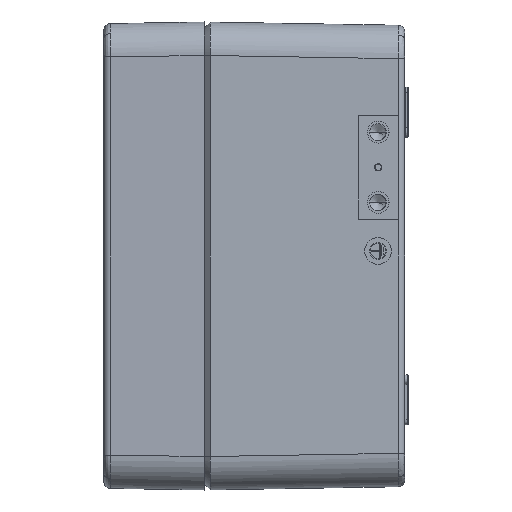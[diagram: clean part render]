
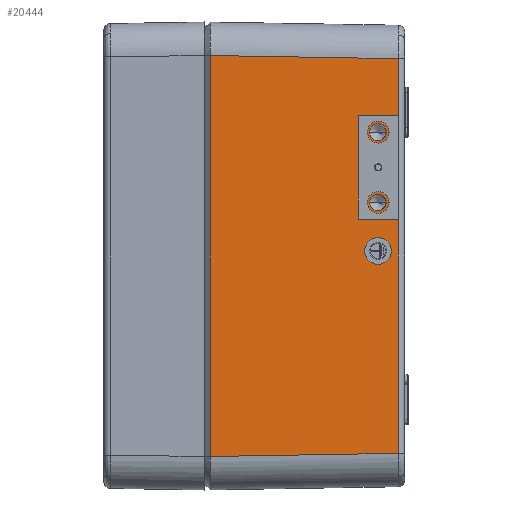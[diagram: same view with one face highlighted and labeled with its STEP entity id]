
A CAD part, left-side view. The second image highlights one B-rep face of the part: STEP entity #20444.
In plain terms, the highlighted planar face has unit normal (-1, -0.017, 0).
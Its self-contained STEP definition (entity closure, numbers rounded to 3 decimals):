
#2565 = EDGE_LOOP ( 'NONE', ( #17647, #17649 ) ) ;
#2566 = EDGE_LOOP ( 'NONE', ( #17646, #17651 ) ) ;
#2567 = EDGE_LOOP ( 'NONE', ( #17648, #17652 ) ) ;
#2568 = EDGE_LOOP ( 'NONE', ( #17650, #17654, #17653, #17655 ) ) ;
#5145 = VERTEX_POINT ( 'NONE', #10451 ) ;
#5146 = VERTEX_POINT ( 'NONE', #10452 ) ;
#5150 = VERTEX_POINT ( 'NONE', #10456 ) ;
#5151 = VERTEX_POINT ( 'NONE', #10457 ) ;
#5155 = VERTEX_POINT ( 'NONE', #10461 ) ;
#5156 = VERTEX_POINT ( 'NONE', #10462 ) ;
#5601 = CARTESIAN_POINT ( 'NONE',  ( -99.964, -2.165, 59.965 ) ) ;
#5603 = DIRECTION ( 'NONE',  ( -0.017, 1., 0.017 ) ) ;
#5634 = CARTESIAN_POINT ( 'NONE',  ( -99.133, -52.034, 16.033 ) ) ;
#5636 = DIRECTION ( 'NONE',  ( -1., -0.017, 0. ) ) ;
#5638 = DIRECTION ( 'NONE',  ( 0.017, -1., 0. ) ) ;
#5641 = CARTESIAN_POINT ( 'NONE',  ( -99.133, -52.034, 37.033 ) ) ;
#5643 = DIRECTION ( 'NONE',  ( -1., -0.017, 0. ) ) ;
#5645 = DIRECTION ( 'NONE',  ( 0.017, -1., 0. ) ) ;
#5648 = CARTESIAN_POINT ( 'NONE',  ( -99.133, -52.034, 26.533 ) ) ;
#5650 = DIRECTION ( 'NONE',  ( -1., -0.017, 0. ) ) ;
#5652 = DIRECTION ( 'NONE',  ( 0.017, -1., 0. ) ) ;
#5655 = CARTESIAN_POINT ( 'NONE',  ( -99.033, -58.033, 59.001 ) ) ;
#5657 = DIRECTION ( 'NONE',  ( 0., 0., 1. ) ) ;
#5658 = CARTESIAN_POINT ( 'NONE',  ( -100.003, 0.167, -60.004 ) ) ;
#5659 = DIRECTION ( 'NONE',  ( 0.017, -1., 0.017 ) ) ;
#5661 = CARTESIAN_POINT ( 'NONE',  ( -99.97, -1.8, -70. ) ) ;
#5663 = DIRECTION ( 'NONE',  ( 0., 0., -1. ) ) ;
#6512 = PLANE ( 'NONE',  #30487 ) ;
#6513 = CARTESIAN_POINT ( 'NONE',  ( -100., 0., -70. ) ) ;
#6514 = DIRECTION ( 'NONE',  ( -1., -0.017, 0. ) ) ;
#6515 = DIRECTION ( 'NONE',  ( 0.017, -1., 0. ) ) ;
#7910 = CARTESIAN_POINT ( 'NONE',  ( -99.033, -58.033, 59.034 ) ) ;
#10451 = CARTESIAN_POINT ( 'NONE',  ( -99.174, -49.534, 16.033 ) ) ;
#10452 = CARTESIAN_POINT ( 'NONE',  ( -99.091, -54.534, 16.033 ) ) ;
#10456 = CARTESIAN_POINT ( 'NONE',  ( -99.174, -49.534, 37.033 ) ) ;
#10457 = CARTESIAN_POINT ( 'NONE',  ( -99.091, -54.534, 37.033 ) ) ;
#10461 = CARTESIAN_POINT ( 'NONE',  ( -99.148, -51.134, 26.533 ) ) ;
#10462 = CARTESIAN_POINT ( 'NONE',  ( -99.118, -52.934, 26.533 ) ) ;
#11589 = LINE ( 'NONE', #5601, #31791 ) ;
#11590 = LINE ( 'NONE', #5655, #31797 ) ;
#11591 = LINE ( 'NONE', #5658, #31798 ) ;
#11592 = LINE ( 'NONE', #5661, #31799 ) ;
#15310 = VERTEX_POINT ( 'NONE', #7910 ) ;
#17646 = ORIENTED_EDGE ( 'NONE', *, *, #21103, .F. ) ;
#17647 = ORIENTED_EDGE ( 'NONE', *, *, #21102, .F. ) ;
#17648 = ORIENTED_EDGE ( 'NONE', *, *, #21104, .F. ) ;
#17649 = ORIENTED_EDGE ( 'NONE', *, *, #19684, .F. ) ;
#17650 = ORIENTED_EDGE ( 'NONE', *, *, #21106, .T. ) ;
#17651 = ORIENTED_EDGE ( 'NONE', *, *, #19690, .F. ) ;
#17652 = ORIENTED_EDGE ( 'NONE', *, *, #19696, .F. ) ;
#17653 = ORIENTED_EDGE ( 'NONE', *, *, #21099, .T. ) ;
#17654 = ORIENTED_EDGE ( 'NONE', *, *, #21105, .T. ) ;
#17655 = ORIENTED_EDGE ( 'NONE', *, *, #21107, .T. ) ;
#17721 = VERTEX_POINT ( 'NONE', #23924 ) ;
#17722 = VERTEX_POINT ( 'NONE', #23925 ) ;
#17723 = VERTEX_POINT ( 'NONE', #23926 ) ;
#19684 = EDGE_CURVE ( 'NONE', #5145, #5146, #26413, .T. ) ;
#19690 = EDGE_CURVE ( 'NONE', #5150, #5151, #26421, .T. ) ;
#19696 = EDGE_CURVE ( 'NONE', #5155, #5156, #26429, .T. ) ;
#20444 = ADVANCED_FACE ( 'NONE', ( #26224, #26225, #26226, #26227 ), #6512, .T. ) ;
#21099 = EDGE_CURVE ( 'NONE', #15310, #17721, #11589, .T. ) ;
#21102 = EDGE_CURVE ( 'NONE', #5146, #5145, #31780, .T. ) ;
#21103 = EDGE_CURVE ( 'NONE', #5151, #5150, #31782, .T. ) ;
#21104 = EDGE_CURVE ( 'NONE', #5156, #5155, #31792, .T. ) ;
#21105 = EDGE_CURVE ( 'NONE', #17723, #15310, #11590, .T. ) ;
#21106 = EDGE_CURVE ( 'NONE', #17722, #17723, #11591, .T. ) ;
#21107 = EDGE_CURVE ( 'NONE', #17721, #17722, #11592, .T. ) ;
#23924 = CARTESIAN_POINT ( 'NONE',  ( -99.97, -1.8, 59.971 ) ) ;
#23925 = CARTESIAN_POINT ( 'NONE',  ( -99.97, -1.8, -59.971 ) ) ;
#23926 = CARTESIAN_POINT ( 'NONE',  ( -99.033, -58.033, -59.034 ) ) ;
#25228 = CARTESIAN_POINT ( 'NONE',  ( -99.133, -52.034, 16.033 ) ) ;
#25229 = DIRECTION ( 'NONE',  ( -1., -0.017, 0. ) ) ;
#25230 = DIRECTION ( 'NONE',  ( 0.017, -1., 0. ) ) ;
#25242 = CARTESIAN_POINT ( 'NONE',  ( -99.133, -52.034, 37.033 ) ) ;
#25243 = DIRECTION ( 'NONE',  ( -1., -0.017, 0. ) ) ;
#25244 = DIRECTION ( 'NONE',  ( 0.017, -1., 0. ) ) ;
#25256 = CARTESIAN_POINT ( 'NONE',  ( -99.133, -52.034, 26.533 ) ) ;
#25257 = DIRECTION ( 'NONE',  ( -1., -0.017, 0. ) ) ;
#25258 = DIRECTION ( 'NONE',  ( 0.017, -1., 0. ) ) ;
#26224 = FACE_BOUND ( 'NONE', #2565, .T. ) ;
#26225 = FACE_BOUND ( 'NONE', #2566, .T. ) ;
#26226 = FACE_BOUND ( 'NONE', #2567, .T. ) ;
#26227 = FACE_OUTER_BOUND ( 'NONE', #2568, .T. ) ;
#26413 = CIRCLE ( 'NONE', #26414, 2.5 ) ;
#26414 = AXIS2_PLACEMENT_3D ( 'NONE', #25228, #25229, #25230 ) ;
#26421 = CIRCLE ( 'NONE', #26422, 2.5 ) ;
#26422 = AXIS2_PLACEMENT_3D ( 'NONE', #25242, #25243, #25244 ) ;
#26429 = CIRCLE ( 'NONE', #26430, 0.9 ) ;
#26430 = AXIS2_PLACEMENT_3D ( 'NONE', #25256, #25257, #25258 ) ;
#30487 = AXIS2_PLACEMENT_3D ( 'NONE', #6513, #6514, #6515 ) ;
#31780 = CIRCLE ( 'NONE', #31793, 2.5 ) ;
#31782 = CIRCLE ( 'NONE', #31794, 2.5 ) ;
#31791 = VECTOR ( 'NONE', #5603, 1000. ) ;
#31792 = CIRCLE ( 'NONE', #31796, 0.9 ) ;
#31793 = AXIS2_PLACEMENT_3D ( 'NONE', #5634, #5636, #5638 ) ;
#31794 = AXIS2_PLACEMENT_3D ( 'NONE', #5641, #5643, #5645 ) ;
#31796 = AXIS2_PLACEMENT_3D ( 'NONE', #5648, #5650, #5652 ) ;
#31797 = VECTOR ( 'NONE', #5657, 1000. ) ;
#31798 = VECTOR ( 'NONE', #5659, 1000. ) ;
#31799 = VECTOR ( 'NONE', #5663, 1000. ) ;
